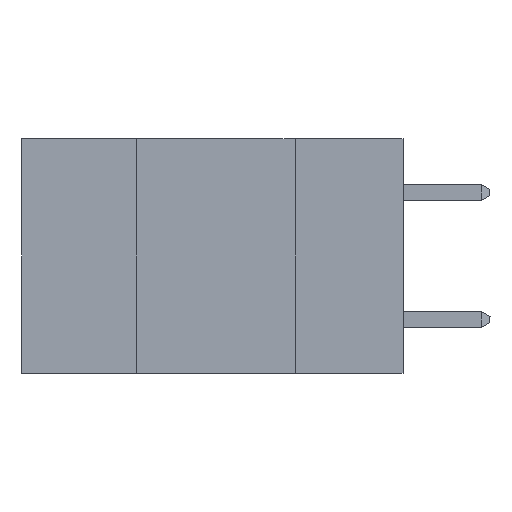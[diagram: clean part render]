
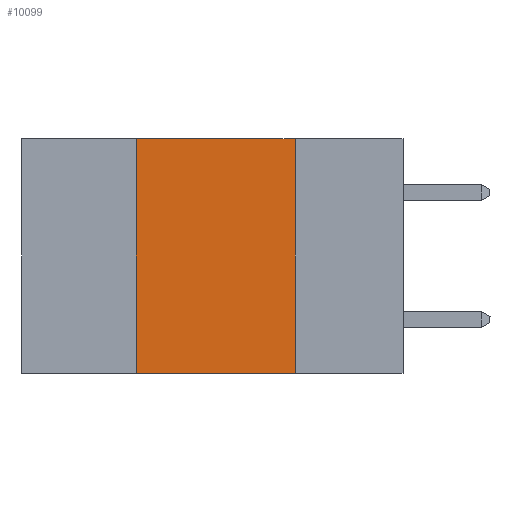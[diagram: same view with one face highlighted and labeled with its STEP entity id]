
A CAD part, left-side view. The second image highlights one B-rep face of the part: STEP entity #10099.
In plain terms, the highlighted planar face has unit normal (-1, 0, 0).
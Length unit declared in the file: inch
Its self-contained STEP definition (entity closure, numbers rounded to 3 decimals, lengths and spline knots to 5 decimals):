
#97 = ORIENTED_EDGE ( 'NONE', *, *, #3489, .T. ) ;
#898 = CARTESIAN_POINT ( 'NONE',  ( 0., 0.42, 0. ) ) ;
#1557 = DIRECTION ( 'NONE',  ( 0., 0., -1. ) ) ;
#2085 = LINE ( 'NONE', #898, #10896 ) ;
#3489 = EDGE_CURVE ( 'NONE', #4391, #11879, #19813, .T. ) ;
#3595 = CARTESIAN_POINT ( 'NONE',  ( 0., 0.17, 0. ) ) ;
#3628 = DIRECTION ( 'NONE',  ( 1., 0., 0. ) ) ;
#3659 = LINE ( 'NONE', #19760, #9740 ) ;
#3962 = ORIENTED_EDGE ( 'NONE', *, *, #14621, .F. ) ;
#4157 = DIRECTION ( 'NONE',  ( 0., 0., 1. ) ) ;
#4391 = VERTEX_POINT ( 'NONE', #20054 ) ;
#5101 = DIRECTION ( 'NONE',  ( 0., 0., -1. ) ) ;
#6021 = ORIENTED_EDGE ( 'NONE', *, *, #11418, .F. ) ;
#6411 = VERTEX_POINT ( 'NONE', #3595 ) ;
#7389 = EDGE_LOOP ( 'NONE', ( #6021, #17522, #3962, #97 ) ) ;
#7649 = DIRECTION ( 'NONE',  ( 0., -1., 0. ) ) ;
#8070 = DIRECTION ( 'NONE',  ( 0., -1., 0. ) ) ;
#8270 = VERTEX_POINT ( 'NONE', #15073 ) ;
#8636 = CARTESIAN_POINT ( 'NONE',  ( 0., 0.17, 0. ) ) ;
#9740 = VECTOR ( 'NONE', #8070, 39.37008 ) ;
#10099 = ADVANCED_FACE ( 'NONE', ( #21845 ), #14806, .F. ) ;
#10896 = VECTOR ( 'NONE', #4157, 39.37008 ) ;
#11240 = EDGE_CURVE ( 'NONE', #8270, #6411, #3659, .T. ) ;
#11364 = LINE ( 'NONE', #8636, #14403 ) ;
#11418 = EDGE_CURVE ( 'NONE', #6411, #11879, #11364, .T. ) ;
#11879 = VERTEX_POINT ( 'NONE', #20511 ) ;
#11937 = CARTESIAN_POINT ( 'NONE',  ( 0., 0.6, 0. ) ) ;
#12913 = AXIS2_PLACEMENT_3D ( 'NONE', #11937, #3628, #1557 ) ;
#14403 = VECTOR ( 'NONE', #5101, 39.37008 ) ;
#14621 = EDGE_CURVE ( 'NONE', #4391, #8270, #2085, .T. ) ;
#14806 = PLANE ( 'NONE',  #12913 ) ;
#15073 = CARTESIAN_POINT ( 'NONE',  ( 0., 0.42, 0. ) ) ;
#15973 = VECTOR ( 'NONE', #7649, 39.37008 ) ;
#16345 = CARTESIAN_POINT ( 'NONE',  ( 0., 0.6, -0.37 ) ) ;
#17522 = ORIENTED_EDGE ( 'NONE', *, *, #11240, .F. ) ;
#19760 = CARTESIAN_POINT ( 'NONE',  ( 0., 0.6, 0. ) ) ;
#19813 = LINE ( 'NONE', #16345, #15973 ) ;
#20054 = CARTESIAN_POINT ( 'NONE',  ( 0., 0.42, -0.37 ) ) ;
#20511 = CARTESIAN_POINT ( 'NONE',  ( 0., 0.17, -0.37 ) ) ;
#21845 = FACE_OUTER_BOUND ( 'NONE', #7389, .T. ) ;
